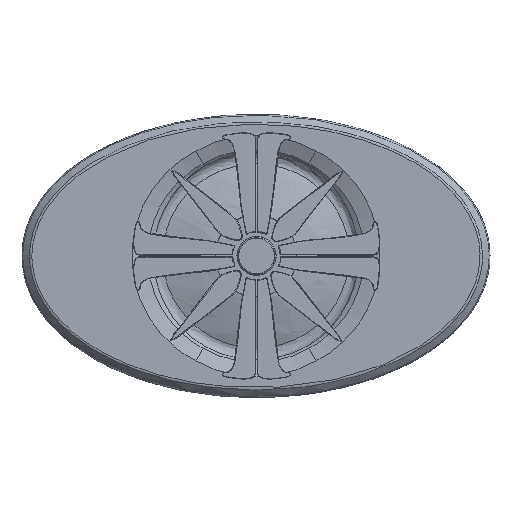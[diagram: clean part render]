
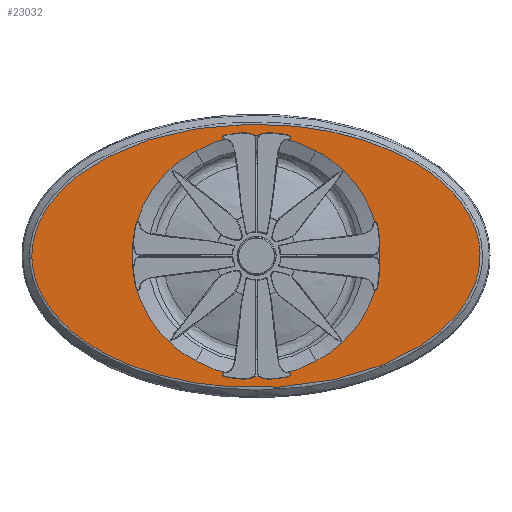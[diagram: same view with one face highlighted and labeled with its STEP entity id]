
A CAD part, front view. The second image highlights one B-rep face of the part: STEP entity #23032.
In plain terms, the highlighted planar face has unit normal (0, -1, 0).
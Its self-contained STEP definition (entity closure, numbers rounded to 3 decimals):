
#22921 = VERTEX_POINT('',#22922);
#22922 = CARTESIAN_POINT('',(-6.56,-12.249,
    -0.278));
#22931 = EDGE_CURVE('',#22921,#22921,#22932,.T.);
#22932 = B_SPLINE_CURVE_WITH_KNOTS('',3,(#22933,#22934,#22935,#22936,
    #22937,#22938,#22939,#22940,#22941,#22942,#22943,#22944,#22945,
    #22946,#22947,#22948,#22949,#22950,#22951,#22952,#22953,#22954,
    #22955,#22956),.UNSPECIFIED.,.T.,.F.,(1,1,1,1,1,1,1,1,1,1,1,1,1,1,1,
    1,1,1,1,1,1,1,1,1,1,1,1,1),(-0.003,-0.002,
    -0.001,0.,0.001,0.002,
    0.004,0.006,0.008,
    0.01,0.013,0.015,
    0.016,0.017,0.018,
    0.019,0.021,0.023,
    0.025,0.027,0.029,
    0.03,0.031,0.032,
    0.033,0.035,0.036,
    0.038),.UNSPECIFIED.);
#22933 = CARTESIAN_POINT('',(-6.515,-12.249,
    0.792));
#22934 = CARTESIAN_POINT('',(-6.644,-12.249,
    -0.292));
#22935 = CARTESIAN_POINT('',(-6.27,-12.249,
    -1.293));
#22936 = CARTESIAN_POINT('',(-5.368,-12.25,
    -2.371));
#22937 = CARTESIAN_POINT('',(-3.839,-12.25,
    -3.239));
#22938 = CARTESIAN_POINT('',(-1.83,-12.25,
    -3.791));
#22939 = CARTESIAN_POINT('',(0.264,-12.25,
    -3.922));
#22940 = CARTESIAN_POINT('',(2.327,-12.25,
    -3.698));
#22941 = CARTESIAN_POINT('',(4.299,-12.25,
    -3.041));
#22942 = CARTESIAN_POINT('',(5.766,-12.249,
    -2.04));
#22943 = CARTESIAN_POINT('',(6.499,-12.249,
    -0.827));
#22944 = CARTESIAN_POINT('',(6.65,-12.249,
    0.24));
#22945 = CARTESIAN_POINT('',(6.292,-12.249,
    1.26));
#22946 = CARTESIAN_POINT('',(5.396,-12.249,
    2.352));
#22947 = CARTESIAN_POINT('',(3.862,-12.249,
    3.233));
#22948 = CARTESIAN_POINT('',(1.843,-12.249,
    3.791));
#22949 = CARTESIAN_POINT('',(-0.256,-12.249,
    3.925));
#22950 = CARTESIAN_POINT('',(-2.35,-12.249,
    3.697));
#22951 = CARTESIAN_POINT('',(-3.999,-12.249,
    3.141));
#22952 = CARTESIAN_POINT('',(-5.195,-12.249,
    2.428));
#22953 = CARTESIAN_POINT('',(-5.979,-12.249,
    1.706));
#22954 = CARTESIAN_POINT('',(-6.515,-12.249,
    0.792));
#22955 = CARTESIAN_POINT('',(-6.644,-12.249,
    -0.292));
#22956 = CARTESIAN_POINT('',(-6.27,-12.249,
    -1.293));
#23032 = ADVANCED_FACE('',(#23033,#23036),#23089,.T.);
#23033 = FACE_BOUND('',#23034,.T.);
#23034 = EDGE_LOOP('',(#23035));
#23035 = ORIENTED_EDGE('',*,*,#22931,.T.);
#23036 = FACE_BOUND('',#23037,.T.);
#23037 = EDGE_LOOP('',(#23038,#23058,#23067,#23082));
#23038 = ORIENTED_EDGE('',*,*,#23039,.F.);
#23039 = EDGE_CURVE('',#23040,#23042,#23044,.T.);
#23040 = VERTEX_POINT('',#23041);
#23041 = CARTESIAN_POINT('',(-1.766,-12.249,
    3.08));
#23042 = VERTEX_POINT('',#23043);
#23043 = CARTESIAN_POINT('',(-1.757,-12.25,
    -3.084));
#23044 = B_SPLINE_CURVE_WITH_KNOTS('',3,(#23045,#23046,#23047,#23048,
    #23049,#23050,#23051,#23052,#23053,#23054,#23055,#23056,#23057),
  .UNSPECIFIED.,.F.,.F.,(4,3,2,2,2,4),(-0.01,0.,0.249,
    0.499,0.75,1.),.UNSPECIFIED.);
#23045 = CARTESIAN_POINT('',(-1.699,-12.249,
    3.114));
#23046 = CARTESIAN_POINT('',(-1.721,-12.249,
    3.103));
#23047 = CARTESIAN_POINT('',(-1.744,-12.249,
    3.092));
#23048 = CARTESIAN_POINT('',(-1.766,-12.249,
    3.08));
#23049 = CARTESIAN_POINT('',(-2.325,-12.249,
    2.798));
#23050 = CARTESIAN_POINT('',(-2.811,-12.249,
    2.348));
#23051 = CARTESIAN_POINT('',(-3.466,-12.249,
    1.266));
#23052 = CARTESIAN_POINT('',(-3.641,-12.249,
    0.633));
#23053 = CARTESIAN_POINT('',(-3.64,-12.249,
    -0.634));
#23054 = CARTESIAN_POINT('',(-3.464,-12.249,
    -1.27));
#23055 = CARTESIAN_POINT('',(-2.804,-12.25,
    -2.355));
#23056 = CARTESIAN_POINT('',(-2.317,-12.25,
    -2.802));
#23057 = CARTESIAN_POINT('',(-1.757,-12.25,
    -3.084));
#23058 = ORIENTED_EDGE('',*,*,#23059,.T.);
#23059 = EDGE_CURVE('',#23040,#23060,#23062,.T.);
#23060 = VERTEX_POINT('',#23061);
#23061 = CARTESIAN_POINT('',(1.759,-12.249,
    3.084));
#23062 = CIRCLE('',#23063,3.55);
#23063 = AXIS2_PLACEMENT_3D('',#23064,#23065,#23066);
#23064 = CARTESIAN_POINT('',(0.,-12.249,
    0.001));
#23065 = DIRECTION('',(0.,1.,0.));
#23066 = DIRECTION('',(0.,0.,-1.));
#23067 = ORIENTED_EDGE('',*,*,#23068,.F.);
#23068 = EDGE_CURVE('',#23069,#23060,#23071,.T.);
#23069 = VERTEX_POINT('',#23070);
#23070 = CARTESIAN_POINT('',(1.757,-12.25,
    -3.084));
#23071 = B_SPLINE_CURVE_WITH_KNOTS('',3,(#23072,#23073,#23074,#23075,
    #23076,#23077,#23078,#23079,#23080,#23081),.UNSPECIFIED.,.F.,.F.,(4,
    2,2,2,4),(0.,0.25,0.5,0.75,1.),
  .UNSPECIFIED.);
#23072 = CARTESIAN_POINT('',(1.757,-12.25,
    -3.084));
#23073 = CARTESIAN_POINT('',(2.318,-12.25,
    -2.802));
#23074 = CARTESIAN_POINT('',(2.807,-12.25,
    -2.351));
#23075 = CARTESIAN_POINT('',(3.465,-12.249,
    -1.267));
#23076 = CARTESIAN_POINT('',(3.64,-12.249,
    -0.634));
#23077 = CARTESIAN_POINT('',(3.641,-12.249,
    0.633));
#23078 = CARTESIAN_POINT('',(3.465,-12.249,
    1.268));
#23079 = CARTESIAN_POINT('',(2.807,-12.249,
    2.354));
#23080 = CARTESIAN_POINT('',(2.32,-12.249,
    2.802));
#23081 = CARTESIAN_POINT('',(1.759,-12.249,
    3.084));
#23082 = ORIENTED_EDGE('',*,*,#23083,.T.);
#23083 = EDGE_CURVE('',#23069,#23042,#23084,.T.);
#23084 = CIRCLE('',#23085,3.55);
#23085 = AXIS2_PLACEMENT_3D('',#23086,#23087,#23088);
#23086 = CARTESIAN_POINT('',(0.,-12.249,
    0.001));
#23087 = DIRECTION('',(0.,1.,
    0.));
#23088 = DIRECTION('',(0.495,0.,
    -0.869));
#23089 = PLANE('',#23090);
#23090 = AXIS2_PLACEMENT_3D('',#23091,#23092,#23093);
#23091 = CARTESIAN_POINT('',(-6.658,-12.249,
    3.914));
#23092 = DIRECTION('',(0.,-1.,0.));
#23093 = DIRECTION('',(0.,0.,-1.));
